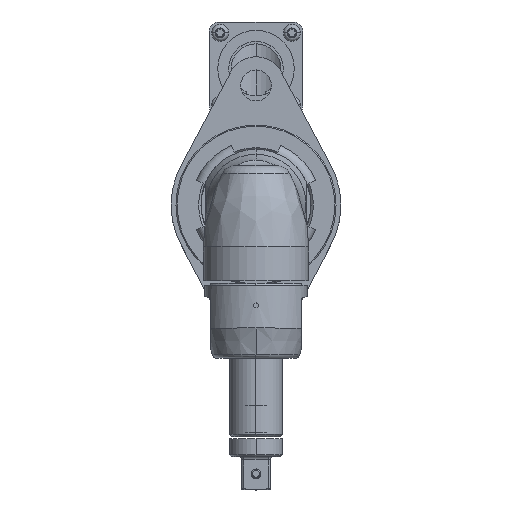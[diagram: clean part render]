
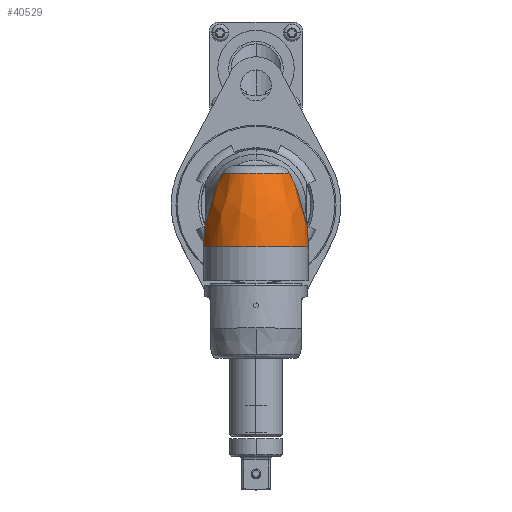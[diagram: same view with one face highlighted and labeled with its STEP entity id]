
A CAD part, top view. The second image highlights one B-rep face of the part: STEP entity #40529.
In plain terms, the highlighted free-form (B-spline) face has degree [3, 3] with [7, 4] control points.
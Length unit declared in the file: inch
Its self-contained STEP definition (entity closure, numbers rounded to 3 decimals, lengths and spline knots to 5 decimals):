
#39298=CARTESIAN_POINT('',(-0.48236,-0.562,16.79372));
#39299=CARTESIAN_POINT('',(-0.48236,-0.54866,
16.79372));
#39300=CARTESIAN_POINT('',(-0.48272,-0.52206,
16.79444));
#39301=CARTESIAN_POINT('',(-0.48378,-0.49565,
16.79661));
#39302=CARTESIAN_POINT('',(-0.4845,-0.48249,
16.79806));
#39304=CARTESIAN_POINT('',(0.,0.40049,17.2836));
#39305=DIRECTION('',(0.,1.,0.));
#39306=DIRECTION('',(-0.945,0.,-0.327));
#39307=AXIS2_PLACEMENT_3D('',#39304,#39305,#39306);
#39309=CARTESIAN_POINT('',(0.4845,-0.48249,
16.79806));
#39310=CARTESIAN_POINT('',(0.48378,-0.49565,
16.79661));
#39311=CARTESIAN_POINT('',(0.48272,-0.52206,
16.79444));
#39312=CARTESIAN_POINT('',(0.48236,-0.54866,
16.79372));
#39313=CARTESIAN_POINT('',(0.48236,-0.562,16.79372));
#39320=CARTESIAN_POINT('',(0.,-0.562,17.2836));
#39321=DIRECTION('',(0.,1.,0.));
#39322=DIRECTION('',(-0.702,0.,-0.713));
#39323=AXIS2_PLACEMENT_3D('',#39320,#39321,#39322);
#39443=CARTESIAN_POINT('',(0.4165,0.40049,
17.13968));
#39444=CARTESIAN_POINT('',(0.42455,0.38986,
17.14508));
#39445=CARTESIAN_POINT('',(0.43963,0.36888,
17.15548));
#39446=CARTESIAN_POINT('',(0.45952,0.33847,
17.1693));
#39447=CARTESIAN_POINT('',(0.47701,0.30915,
17.1808));
#39448=CARTESIAN_POINT('',(0.49231,0.28106,
17.1894));
#39449=CARTESIAN_POINT('',(0.50596,0.25369,
17.19477));
#39450=CARTESIAN_POINT('',(0.51893,0.22515,
17.19656));
#39451=CARTESIAN_POINT('',(0.53159,0.19419,
17.19365));
#39452=CARTESIAN_POINT('',(0.54368,0.16077,
17.18537));
#39453=CARTESIAN_POINT('',(0.55489,0.12488,
17.17181));
#39454=CARTESIAN_POINT('',(0.5649,0.08666,
17.15378));
#39455=CARTESIAN_POINT('',(0.57326,0.04687,
17.13251));
#39456=CARTESIAN_POINT('',(0.57982,0.00537,
17.10863));
#39457=CARTESIAN_POINT('',(0.58445,-0.03899,
17.0819));
#39458=CARTESIAN_POINT('',(0.58671,-0.08716,
17.05199));
#39459=CARTESIAN_POINT('',(0.58586,-0.1399,
17.01859));
#39460=CARTESIAN_POINT('',(0.58089,-0.19775,
16.98152));
#39461=CARTESIAN_POINT('',(0.57048,-0.26077,
16.94088));
#39462=CARTESIAN_POINT('',(0.55324,-0.32839,
16.89718));
#39463=CARTESIAN_POINT('',(0.52676,-0.40188,
16.84976));
#39464=CARTESIAN_POINT('',(0.50044,-0.45523,
16.8155));
#39465=CARTESIAN_POINT('',(0.4845,-0.48249,
16.79806));
#39538=CARTESIAN_POINT('',(0.4165,0.40049,
17.13968));
#39575=CARTESIAN_POINT('',(-0.4845,-0.48249,
16.79806));
#39576=CARTESIAN_POINT('',(-0.5,-0.45598,
16.81502));
#39577=CARTESIAN_POINT('',(-0.5257,-0.40415,
16.8483));
#39578=CARTESIAN_POINT('',(-0.55181,-0.33277,
16.89435));
#39579=CARTESIAN_POINT('',(-0.56907,-0.26713,
16.93677));
#39580=CARTESIAN_POINT('',(-0.57976,-0.20604,
16.97618));
#39581=CARTESIAN_POINT('',(-0.58525,-0.14986,
17.01223));
#39582=CARTESIAN_POINT('',(-0.58676,-0.09879,
17.04466));
#39583=CARTESIAN_POINT('',(-0.58531,-0.05234,
17.07367));
#39584=CARTESIAN_POINT('',(-0.58162,-0.00975,
17.09961));
#39585=CARTESIAN_POINT('',(-0.57618,0.02975,
17.12279));
#39586=CARTESIAN_POINT('',(-0.56912,0.06759,
17.14379));
#39587=CARTESIAN_POINT('',(-0.56065,0.10357,
17.16203));
#39588=CARTESIAN_POINT('',(-0.55122,0.1371,
17.17675));
#39589=CARTESIAN_POINT('',(-0.54032,0.17053,
17.18828));
#39590=CARTESIAN_POINT('',(-0.52686,0.20644,
17.19576));
#39591=CARTESIAN_POINT('',(-0.5107,0.2439,
17.19631));
#39592=CARTESIAN_POINT('',(-0.49341,0.27915,
17.19013));
#39593=CARTESIAN_POINT('',(-0.47621,0.31057,
17.18031));
#39594=CARTESIAN_POINT('',(-0.4595,0.33839,
17.16925));
#39595=CARTESIAN_POINT('',(-0.44361,0.3628,
17.15825));
#39596=CARTESIAN_POINT('',(-0.429,0.38373,
17.14813));
#39597=CARTESIAN_POINT('',(-0.42046,0.39526,
17.14233));
#39598=CARTESIAN_POINT('',(-0.4165,0.40049,
17.13968));
#39615=CARTESIAN_POINT('',(-0.4165,0.40049,
17.13968));
#40273=VERTEX_POINT('',#39538);
#40276=VERTEX_POINT('',#39615);
#40288=VERTEX_POINT('',#39313);
#40289=VERTEX_POINT('',#39309);
#40297=VERTEX_POINT('',#39302);
#40298=VERTEX_POINT('',#39298);
#40487=CARTESIAN_POINT('',(-0.43389,-0.58208,
16.75044));
#40488=CARTESIAN_POINT('',(-0.43612,-0.22998,
16.7477));
#40489=CARTESIAN_POINT('',(-0.38091,0.1111,
16.81554));
#40490=CARTESIAN_POINT('',(-0.272,0.41805,
16.94937));
#40491=CARTESIAN_POINT('',(-1.03556,-0.58208,
17.24008));
#40492=CARTESIAN_POINT('',(-1.04088,-0.22998,
17.23986));
#40493=CARTESIAN_POINT('',(-0.90911,0.1111,
17.2454));
#40494=CARTESIAN_POINT('',(-0.64917,0.41805,
17.25632));
#40495=CARTESIAN_POINT('',(-0.77573,-0.58208,
17.971));
#40496=CARTESIAN_POINT('',(-0.77972,-0.22998,
17.97453));
#40497=CARTESIAN_POINT('',(-0.68101,0.1111,
17.88706));
#40498=CARTESIAN_POINT('',(-0.48629,0.41805,
17.71452));
#40499=CARTESIAN_POINT('',(0.,-0.58208,
17.971));
#40500=CARTESIAN_POINT('',(0.,-0.22998,
17.97453));
#40501=CARTESIAN_POINT('',(0.,0.1111,
17.88706));
#40502=CARTESIAN_POINT('',(0.,0.41805,
17.71452));
#40503=CARTESIAN_POINT('',(0.77573,-0.58208,
17.971));
#40504=CARTESIAN_POINT('',(0.77972,-0.22998,
17.97453));
#40505=CARTESIAN_POINT('',(0.68101,0.1111,
17.88706));
#40506=CARTESIAN_POINT('',(0.48629,0.41805,
17.71452));
#40507=CARTESIAN_POINT('',(1.03556,-0.58208,
17.24008));
#40508=CARTESIAN_POINT('',(1.04088,-0.22998,
17.23986));
#40509=CARTESIAN_POINT('',(0.90911,0.1111,
17.2454));
#40510=CARTESIAN_POINT('',(0.64917,0.41805,
17.25632));
#40511=CARTESIAN_POINT('',(0.43389,-0.58208,
16.75044));
#40512=CARTESIAN_POINT('',(0.43612,-0.22998,
16.7477));
#40513=CARTESIAN_POINT('',(0.38091,0.1111,
16.81554));
#40514=CARTESIAN_POINT('',(0.272,0.41805,
16.94937));
#40515=(BOUNDED_SURFACE()B_SPLINE_SURFACE(3,3,((#40487,#40488,#40489,#40490),(
#40491,#40492,#40493,#40494),(#40495,#40496,#40497,#40498),(#40499,#40500,
#40501,#40502),(#40503,#40504,#40505,#40506),(#40507,#40508,#40509,#40510),(
#40511,#40512,#40513,#40514)),.UNSPECIFIED.,.F.,.F.,.F.)B_SPLINE_SURFACE_WITH_KNOTS((4,3,4),(4,4),(0.,1.,2.),(0.,1.),.UNSPECIFIED.)GEOMETRIC_REPRESENTATION_ITEM()RATIONAL_B_SPLINE_SURFACE(((1.524,1.49,
1.49,1.524),(0.848,0.829,
0.829,0.848),(0.848,0.829,
0.829,0.848),(1.524,1.49,
1.49,1.524),(0.848,0.829,
0.829,0.848),(0.848,0.829,
0.829,0.848),(1.524,1.49,
1.49,1.524)))REPRESENTATION_ITEM('')SURFACE());
#40517=ORIENTED_EDGE('',*,*,#40516,.T.);
#40519=ORIENTED_EDGE('',*,*,#40518,.T.);
#40520=ORIENTED_EDGE('',*,*,#40480,.T.);
#40522=ORIENTED_EDGE('',*,*,#40521,.T.);
#40524=ORIENTED_EDGE('',*,*,#40523,.T.);
#40526=ORIENTED_EDGE('',*,*,#40525,.F.);
#40527=EDGE_LOOP('',(#40517,#40519,#40520,#40522,#40524,#40526));
#40528=FACE_OUTER_BOUND('',#40527,.F.);
#40529=ADVANCED_FACE('',(#40528),#40515,.T.);
#39303=B_SPLINE_CURVE_WITH_KNOTS('',3,(#39298,#39299,#39300,#39301,#39302),
.UNSPECIFIED.,.F.,.F.,(4,1,4),(0.,0.5,1.),.UNSPECIFIED.);
#39308=CIRCLE('',#39307,0.44067);
#39314=B_SPLINE_CURVE_WITH_KNOTS('',3,(#39309,#39310,#39311,#39312,#39313),
.UNSPECIFIED.,.F.,.F.,(4,1,4),(0.,0.5,1.),.UNSPECIFIED.);
#39324=CIRCLE('',#39323,0.6875);
#39466=B_SPLINE_CURVE_WITH_KNOTS('',3,(#39443,#39444,#39445,#39446,#39447,
#39448,#39449,#39450,#39451,#39452,#39453,#39454,#39455,#39456,#39457,#39458,
#39459,#39460,#39461,#39462,#39463,#39464,#39465),.UNSPECIFIED.,.F.,.F.,(4,1,1,
1,1,1,1,1,1,1,1,1,1,1,1,1,1,1,1,1,4),(0.,0.05,0.1,0.15,0.2,0.25,
0.3,0.35,0.4,0.45,0.5,0.55,0.6,0.65,0.7,0.75,0.8,0.85,
0.9,0.95,1.),.UNSPECIFIED.);
#39599=B_SPLINE_CURVE_WITH_KNOTS('',3,(#39575,#39576,#39577,#39578,#39579,
#39580,#39581,#39582,#39583,#39584,#39585,#39586,#39587,#39588,#39589,#39590,
#39591,#39592,#39593,#39594,#39595,#39596,#39597,#39598),.UNSPECIFIED.,.F.,.F.,(
4,1,1,1,1,1,1,1,1,1,1,1,1,1,1,1,1,1,1,1,1,4),(0.,0.04762,
0.09524,0.14286,0.19048,0.2381,
0.28571,0.33333,0.38095,0.42857,
0.47619,0.52381,0.57143,0.61905,
0.66667,0.71429,0.7619,0.80952,
0.85714,0.90476,0.95238,1.),.UNSPECIFIED.);
#40480=EDGE_CURVE('',#40276,#40273,#39308,.T.);
#40516=EDGE_CURVE('',#40298,#40297,#39303,.T.);
#40518=EDGE_CURVE('',#40297,#40276,#39599,.T.);
#40521=EDGE_CURVE('',#40273,#40289,#39466,.T.);
#40523=EDGE_CURVE('',#40289,#40288,#39314,.T.);
#40525=EDGE_CURVE('',#40298,#40288,#39324,.T.);
